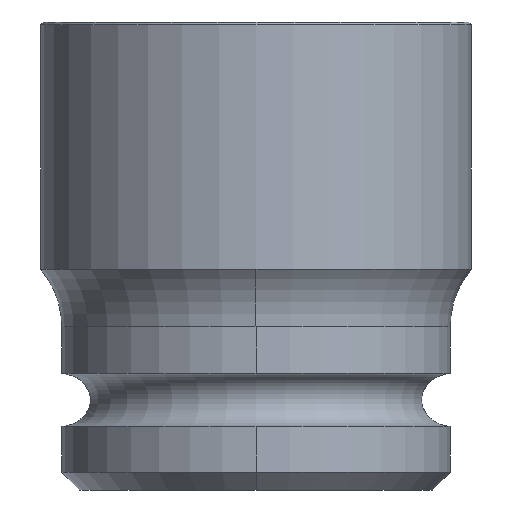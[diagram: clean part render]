
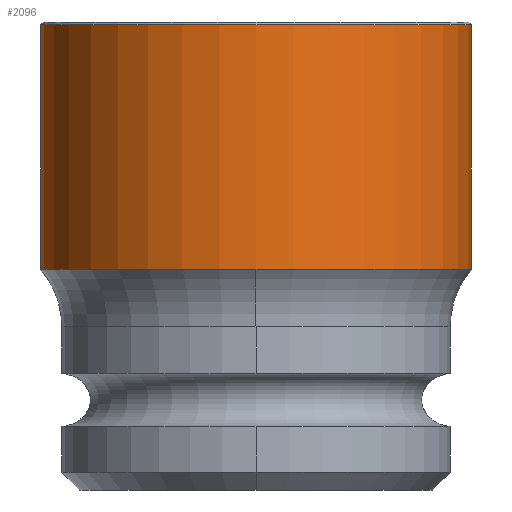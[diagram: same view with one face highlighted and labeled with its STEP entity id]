
A CAD part, left-side view. The second image highlights one B-rep face of the part: STEP entity #2096.
In plain terms, the highlighted cylindrical face has radius 24.4 mm (diameter 48.8 mm), a partial arc.
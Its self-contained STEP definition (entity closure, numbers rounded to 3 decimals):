
#327=DIRECTION('',(0.,0.,1.));
#328=VECTOR('',#327,27.7);
#329=CARTESIAN_POINT('',(0.,24.4,25.));
#330=LINE('',#329,#328);
#331=DIRECTION('',(0.,0.,1.));
#332=VECTOR('',#331,27.7);
#333=CARTESIAN_POINT('',(0.,-24.4,25.));
#334=LINE('',#333,#332);
#881=CARTESIAN_POINT('',(0.,0.,52.7));
#882=DIRECTION('',(0.,0.,1.));
#883=DIRECTION('',(0.,1.,0.));
#884=AXIS2_PLACEMENT_3D('',#881,#882,#883);
#886=CARTESIAN_POINT('',(0.,0.,25.));
#887=DIRECTION('',(0.,0.,1.));
#888=DIRECTION('',(-1.,0.,0.));
#889=AXIS2_PLACEMENT_3D('',#886,#887,#888);
#891=CARTESIAN_POINT('',(0.,0.,25.));
#892=DIRECTION('',(0.,0.,1.));
#893=DIRECTION('',(0.,1.,0.));
#894=AXIS2_PLACEMENT_3D('',#891,#892,#893);
#969=CARTESIAN_POINT('',(0.,24.4,25.));
#970=CARTESIAN_POINT('',(-24.4,0.,25.));
#971=VERTEX_POINT('',#969);
#972=VERTEX_POINT('',#970);
#977=CARTESIAN_POINT('',(0.,-24.4,25.));
#978=VERTEX_POINT('',#977);
#993=CARTESIAN_POINT('',(0.,-24.4,52.7));
#994=CARTESIAN_POINT('',(0.,24.4,52.7));
#995=VERTEX_POINT('',#993);
#996=VERTEX_POINT('',#994);
#2083=CARTESIAN_POINT('',(0.,0.,23.6));
#2084=DIRECTION('',(0.,0.,1.));
#2085=DIRECTION('',(0.,1.,0.));
#2086=AXIS2_PLACEMENT_3D('',#2083,#2084,#2085);
#2087=CYLINDRICAL_SURFACE('',#2086,24.4);
#2088=ORIENTED_EDGE('',*,*,#2077,.T.);
#2089=ORIENTED_EDGE('',*,*,#1361,.F.);
#2091=ORIENTED_EDGE('',*,*,#2090,.F.);
#2092=ORIENTED_EDGE('',*,*,#1340,.F.);
#2093=ORIENTED_EDGE('',*,*,#1358,.T.);
#2094=EDGE_LOOP('',(#2088,#2089,#2091,#2092,#2093));
#2095=FACE_OUTER_BOUND('',#2094,.F.);
#2096=ADVANCED_FACE('',(#2095),#2087,.T.);
#885=CIRCLE('',#884,24.4);
#890=CIRCLE('',#889,24.4);
#895=CIRCLE('',#894,24.4);
#1340=EDGE_CURVE('',#971,#972,#895,.T.);
#1358=EDGE_CURVE('',#971,#996,#330,.T.);
#1361=EDGE_CURVE('',#978,#995,#334,.T.);
#2077=EDGE_CURVE('',#996,#995,#885,.T.);
#2090=EDGE_CURVE('',#972,#978,#890,.T.);
